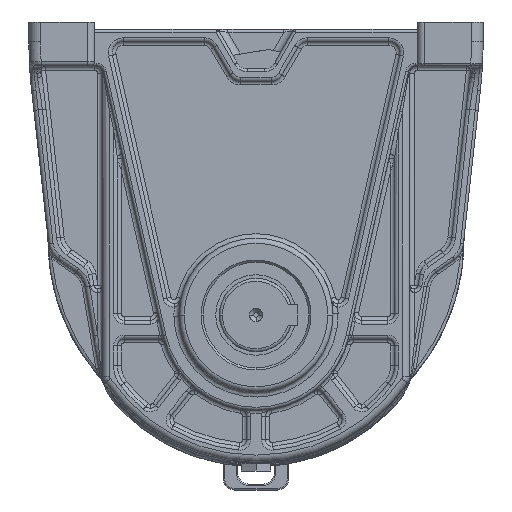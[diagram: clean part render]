
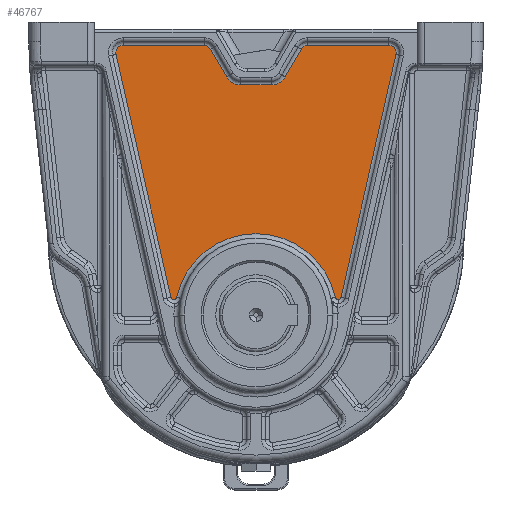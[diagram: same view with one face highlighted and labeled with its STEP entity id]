
A CAD part, front view. The second image highlights one B-rep face of the part: STEP entity #46767.
In plain terms, the highlighted planar face has unit normal (0, -1, 0).
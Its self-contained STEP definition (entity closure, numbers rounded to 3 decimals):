
#242 = CIRCLE ( 'NONE', #18990, 5. ) ;
#1132 = VERTEX_POINT ( 'NONE', #16871 ) ;
#1233 = CARTESIAN_POINT ( 'NONE',  ( -95.506, -9., 126.899 ) ) ;
#1326 = EDGE_CURVE ( 'NONE', #61062, #4137, #12357, .T. ) ;
#1964 = CARTESIAN_POINT ( 'NONE',  ( 35.207, -9., 133. ) ) ;
#2081 = LINE ( 'NONE', #24814, #20574 ) ;
#2960 = ORIENTED_EDGE ( 'NONE', *, *, #6171, .F. ) ;
#3100 = CARTESIAN_POINT ( 'NONE',  ( -58.078, -9., -38.949 ) ) ;
#3171 = DIRECTION ( 'NONE',  ( 0.976, 0., 0.217 ) ) ;
#3969 = EDGE_CURVE ( 'NONE', #53275, #17591, #19242, .T. ) ;
#4137 = VERTEX_POINT ( 'NONE', #57348 ) ;
#4701 = VECTOR ( 'NONE', #54428, 1000. ) ;
#5297 = CARTESIAN_POINT ( 'NONE',  ( -10.501, -9., 106. ) ) ;
#5644 = DIRECTION ( 'NONE',  ( 0., -1., 0. ) ) ;
#6087 = EDGE_CURVE ( 'NONE', #47322, #46335, #51299, .T. ) ;
#6171 = EDGE_CURVE ( 'NONE', #46335, #12168, #242, .T. ) ;
#7212 = DIRECTION ( 'NONE',  ( 1., 0., 0. ) ) ;
#7925 = LINE ( 'NONE', #47143, #71412 ) ;
#9018 = CIRCLE ( 'NONE', #28874, 2. ) ;
#9118 = EDGE_CURVE ( 'NONE', #17591, #1132, #11343, .T. ) ;
#9132 = CARTESIAN_POINT ( 'NONE',  ( 10.381, -9., 106. ) ) ;
#9298 = DIRECTION ( 'NONE',  ( 0.976, 0., -0.217 ) ) ;
#9596 = DIRECTION ( 'NONE',  ( 0.5, 0., -0.866 ) ) ;
#9711 = CARTESIAN_POINT ( 'NONE',  ( -35.327, -9., 133. ) ) ;
#9780 = DIRECTION ( 'NONE',  ( 0.975, 0., -0.22 ) ) ;
#10527 = CARTESIAN_POINT ( 'NONE',  ( 35.207, -9., 128. ) ) ;
#10528 = VECTOR ( 'NONE', #9596, 1000. ) ;
#11029 = EDGE_LOOP ( 'NONE', ( #21732, #41624, #70522, #57052, #62633, #19906, #69372, #2960, #46880, #53850, #69175, #69013, #42929, #65771, #52747, #17828, #12193 ) ) ;
#11343 = CIRCLE ( 'NONE', #54698, 5. ) ;
#11361 = CARTESIAN_POINT ( 'NONE',  ( 19.907, -9., 111.5 ) ) ;
#12168 = VERTEX_POINT ( 'NONE', #51356 ) ;
#12193 = ORIENTED_EDGE ( 'NONE', *, *, #24875, .F. ) ;
#12357 = CIRCLE ( 'NONE', #69751, 55.5 ) ;
#12819 = AXIS2_PLACEMENT_3D ( 'NONE', #30547, #52944, #9298 ) ;
#13546 = CARTESIAN_POINT ( 'NONE',  ( 0., -9., 0. ) ) ;
#13791 = CARTESIAN_POINT ( 'NONE',  ( -90.629, -9., 133. ) ) ;
#14834 = CIRCLE ( 'NONE', #42927, 2. ) ;
#16377 = DIRECTION ( 'NONE',  ( -0.866, 0., 0.5 ) ) ;
#16871 = CARTESIAN_POINT ( 'NONE',  ( -90.629, -9., 133. ) ) ;
#17388 = CARTESIAN_POINT ( 'NONE',  ( -20.027, -9., 111.5 ) ) ;
#17591 = VERTEX_POINT ( 'NONE', #1233 ) ;
#17828 = ORIENTED_EDGE ( 'NONE', *, *, #36879, .F. ) ;
#18100 = CARTESIAN_POINT ( 'NONE',  ( -10.501, -9., 117. ) ) ;
#18990 = AXIS2_PLACEMENT_3D ( 'NONE', #47606, #71473, #64167 ) ;
#19141 = CARTESIAN_POINT ( 'NONE',  ( 30.877, -9., 130.5 ) ) ;
#19201 = VERTEX_POINT ( 'NONE', #11361 ) ;
#19242 = LINE ( 'NONE', #3100, #64328 ) ;
#19906 = ORIENTED_EDGE ( 'NONE', *, *, #53807, .F. ) ;
#19951 = LINE ( 'NONE', #32390, #4701 ) ;
#20123 = DIRECTION ( 'NONE',  ( 0., -1., 0. ) ) ;
#20574 = VECTOR ( 'NONE', #57502, 1000. ) ;
#20809 = DIRECTION ( 'NONE',  ( 0., 1., 0. ) ) ;
#21131 = DIRECTION ( 'NONE',  ( 0., -1., 0. ) ) ;
#21574 = CARTESIAN_POINT ( 'NONE',  ( 54.175, -9., -38.943 ) ) ;
#21732 = ORIENTED_EDGE ( 'NONE', *, *, #9118, .F. ) ;
#22243 = LINE ( 'NONE', #13791, #52640 ) ;
#23382 = CARTESIAN_POINT ( 'NONE',  ( -90.629, -9., 128. ) ) ;
#24814 = CARTESIAN_POINT ( 'NONE',  ( -10.501, -9., 106. ) ) ;
#24875 = EDGE_CURVE ( 'NONE', #1132, #62721, #22243, .T. ) ;
#24977 = EDGE_CURVE ( 'NONE', #19201, #40295, #7925, .T. ) ;
#25032 = AXIS2_PLACEMENT_3D ( 'NONE', #27030, #20809, #71098 ) ;
#25843 = DIRECTION ( 'NONE',  ( -0.22, 0., 0.975 ) ) ;
#26886 = EDGE_CURVE ( 'NONE', #29355, #27665, #47340, .T. ) ;
#27030 = CARTESIAN_POINT ( 'NONE',  ( -35.327, -9., 128. ) ) ;
#27220 = DIRECTION ( 'NONE',  ( 0.975, 0., -0.22 ) ) ;
#27471 = CARTESIAN_POINT ( 'NONE',  ( -58.078, -9., -38.949 ) ) ;
#27665 = VERTEX_POINT ( 'NONE', #5297 ) ;
#28874 = AXIS2_PLACEMENT_3D ( 'NONE', #32851, #31773, #9780 ) ;
#29355 = VERTEX_POINT ( 'NONE', #17388 ) ;
#30547 = CARTESIAN_POINT ( 'NONE',  ( -56.127, -9., -38.509 ) ) ;
#30745 = EDGE_CURVE ( 'NONE', #68647, #19201, #66276, .T. ) ;
#31773 = DIRECTION ( 'NONE',  ( 0., 1., 0. ) ) ;
#32283 = DIRECTION ( 'NONE',  ( 0., -1., 0. ) ) ;
#32379 = CARTESIAN_POINT ( 'NONE',  ( 90.629, -9., 133. ) ) ;
#32390 = CARTESIAN_POINT ( 'NONE',  ( 95.506, -9., 126.899 ) ) ;
#32851 = CARTESIAN_POINT ( 'NONE',  ( 56.127, -9., -38.509 ) ) ;
#34593 = AXIS2_PLACEMENT_3D ( 'NONE', #37775, #32283, #49146 ) ;
#34717 = DIRECTION ( 'NONE',  ( 0., 1., 0. ) ) ;
#36879 = EDGE_CURVE ( 'NONE', #62721, #44105, #56679, .T. ) ;
#37775 = CARTESIAN_POINT ( 'NONE',  ( 10.381, -9., 117. ) ) ;
#38833 = EDGE_CURVE ( 'NONE', #12168, #53025, #19951, .T. ) ;
#39122 = DIRECTION ( 'NONE',  ( -0.975, 0., -0.22 ) ) ;
#39148 = EDGE_CURVE ( 'NONE', #44105, #29355, #48089, .T. ) ;
#40295 = VERTEX_POINT ( 'NONE', #19141 ) ;
#40479 = DIRECTION ( 'NONE',  ( -0.866, 0., -0.5 ) ) ;
#41015 = CARTESIAN_POINT ( 'NONE',  ( 35.207, -9., 133. ) ) ;
#41624 = ORIENTED_EDGE ( 'NONE', *, *, #3969, .F. ) ;
#42927 = AXIS2_PLACEMENT_3D ( 'NONE', #66864, #48505, #27220 ) ;
#42929 = ORIENTED_EDGE ( 'NONE', *, *, #67328, .F. ) ;
#43052 = AXIS2_PLACEMENT_3D ( 'NONE', #13546, #20123, #52412 ) ;
#43525 = DIRECTION ( 'NONE',  ( 0., 1., 0. ) ) ;
#44105 = VERTEX_POINT ( 'NONE', #57470 ) ;
#46226 = CARTESIAN_POINT ( 'NONE',  ( 58.078, -9., -38.949 ) ) ;
#46335 = VERTEX_POINT ( 'NONE', #32379 ) ;
#46338 = VERTEX_POINT ( 'NONE', #55856 ) ;
#46767 = ADVANCED_FACE ( 'NONE', ( #69680 ), #47986, .T. ) ;
#46877 = DIRECTION ( 'NONE',  ( 1., 0., 0. ) ) ;
#46880 = ORIENTED_EDGE ( 'NONE', *, *, #6087, .F. ) ;
#47143 = CARTESIAN_POINT ( 'NONE',  ( 19.907, -9., 111.5 ) ) ;
#47322 = VERTEX_POINT ( 'NONE', #1964 ) ;
#47340 = CIRCLE ( 'NONE', #63785, 11. ) ;
#47606 = CARTESIAN_POINT ( 'NONE',  ( 90.629, -9., 128. ) ) ;
#47986 = PLANE ( 'NONE',  #43052 ) ;
#48089 = LINE ( 'NONE', #48453, #10528 ) ;
#48453 = CARTESIAN_POINT ( 'NONE',  ( -30.997, -9., 130.5 ) ) ;
#48505 = DIRECTION ( 'NONE',  ( 0., 1., 0. ) ) ;
#49146 = DIRECTION ( 'NONE',  ( 0., 0., -1. ) ) ;
#51299 = LINE ( 'NONE', #41015, #61206 ) ;
#51356 = CARTESIAN_POINT ( 'NONE',  ( 95.506, -9., 126.899 ) ) ;
#51632 = CIRCLE ( 'NONE', #54018, 5. ) ;
#52301 = DIRECTION ( 'NONE',  ( 0.5, 0., 0.866 ) ) ;
#52412 = DIRECTION ( 'NONE',  ( 0., 0., -1. ) ) ;
#52640 = VECTOR ( 'NONE', #7212, 1000. ) ;
#52747 = ORIENTED_EDGE ( 'NONE', *, *, #39148, .F. ) ;
#52944 = DIRECTION ( 'NONE',  ( 0., 1., 0. ) ) ;
#53025 = VERTEX_POINT ( 'NONE', #46226 ) ;
#53275 = VERTEX_POINT ( 'NONE', #27471 ) ;
#53807 = EDGE_CURVE ( 'NONE', #53025, #46338, #14834, .T. ) ;
#53850 = ORIENTED_EDGE ( 'NONE', *, *, #63330, .F. ) ;
#54018 = AXIS2_PLACEMENT_3D ( 'NONE', #10527, #43525, #16377 ) ;
#54232 = EDGE_CURVE ( 'NONE', #46338, #61062, #9018, .T. ) ;
#54428 = DIRECTION ( 'NONE',  ( -0.22, 0., -0.975 ) ) ;
#54698 = AXIS2_PLACEMENT_3D ( 'NONE', #23382, #34717, #39122 ) ;
#55856 = CARTESIAN_POINT ( 'NONE',  ( 56.127, -9., -40.509 ) ) ;
#56679 = CIRCLE ( 'NONE', #25032, 5. ) ;
#57052 = ORIENTED_EDGE ( 'NONE', *, *, #1326, .F. ) ;
#57348 = CARTESIAN_POINT ( 'NONE',  ( -54.175, -9., -38.943 ) ) ;
#57470 = CARTESIAN_POINT ( 'NONE',  ( -30.997, -9., 130.5 ) ) ;
#57502 = DIRECTION ( 'NONE',  ( 1., 0., 0. ) ) ;
#59036 = EDGE_CURVE ( 'NONE', #4137, #53275, #72565, .T. ) ;
#61062 = VERTEX_POINT ( 'NONE', #21574 ) ;
#61206 = VECTOR ( 'NONE', #46877, 1000. ) ;
#62633 = ORIENTED_EDGE ( 'NONE', *, *, #54232, .F. ) ;
#62721 = VERTEX_POINT ( 'NONE', #9711 ) ;
#63330 = EDGE_CURVE ( 'NONE', #40295, #47322, #51632, .T. ) ;
#63785 = AXIS2_PLACEMENT_3D ( 'NONE', #18100, #5644, #40479 ) ;
#64167 = DIRECTION ( 'NONE',  ( 0., 0., 1. ) ) ;
#64328 = VECTOR ( 'NONE', #25843, 1000. ) ;
#65771 = ORIENTED_EDGE ( 'NONE', *, *, #26886, .F. ) ;
#66276 = CIRCLE ( 'NONE', #34593, 11. ) ;
#66864 = CARTESIAN_POINT ( 'NONE',  ( 56.127, -9., -38.509 ) ) ;
#67328 = EDGE_CURVE ( 'NONE', #27665, #68647, #2081, .T. ) ;
#68647 = VERTEX_POINT ( 'NONE', #9132 ) ;
#69013 = ORIENTED_EDGE ( 'NONE', *, *, #30745, .F. ) ;
#69175 = ORIENTED_EDGE ( 'NONE', *, *, #24977, .F. ) ;
#69372 = ORIENTED_EDGE ( 'NONE', *, *, #38833, .F. ) ;
#69680 = FACE_OUTER_BOUND ( 'NONE', #11029, .T. ) ;
#69751 = AXIS2_PLACEMENT_3D ( 'NONE', #71411, #21131, #3171 ) ;
#70522 = ORIENTED_EDGE ( 'NONE', *, *, #59036, .F. ) ;
#71098 = DIRECTION ( 'NONE',  ( 0., 0., 1. ) ) ;
#71411 = CARTESIAN_POINT ( 'NONE',  ( 0., -9., -51. ) ) ;
#71412 = VECTOR ( 'NONE', #52301, 1000. ) ;
#71473 = DIRECTION ( 'NONE',  ( 0., 1., 0. ) ) ;
#72565 = CIRCLE ( 'NONE', #12819, 2. ) ;
